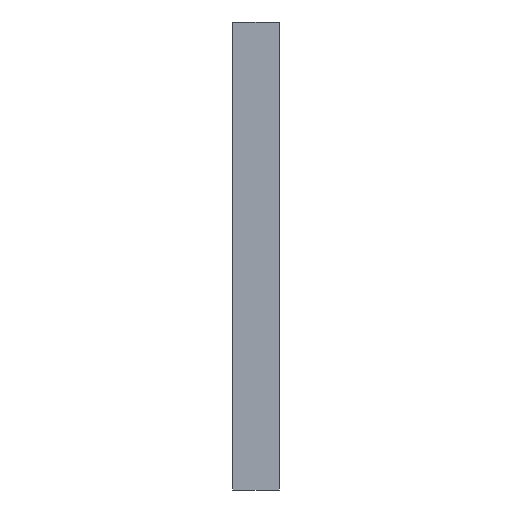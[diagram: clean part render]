
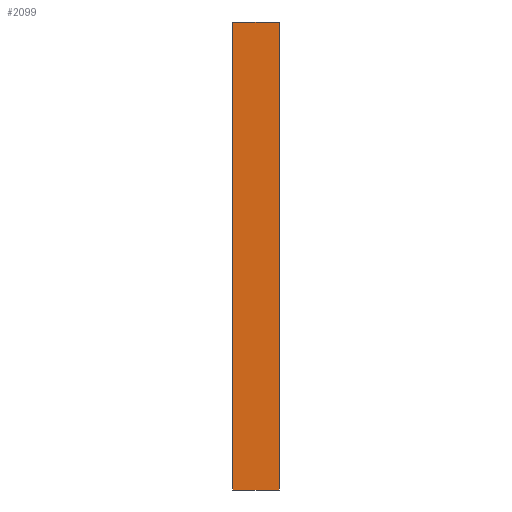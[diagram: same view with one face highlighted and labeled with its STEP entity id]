
A CAD part, left-side view. The second image highlights one B-rep face of the part: STEP entity #2099.
In plain terms, the highlighted planar face has unit normal (-1, 0, 0).
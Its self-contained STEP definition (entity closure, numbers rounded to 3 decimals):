
#145=PLANE('',#2266);
#240=FACE_OUTER_BOUND('',#397,.T.);
#397=EDGE_LOOP('',(#1971,#1972,#1973,#1974));
#582=LINE('',#3277,#813);
#600=LINE('',#3320,#831);
#613=LINE('',#3353,#844);
#629=LINE('',#3385,#860);
#813=VECTOR('',#2703,10.);
#831=VECTOR('',#2731,10.);
#844=VECTOR('',#2754,10.);
#860=VECTOR('',#2802,10.);
#1078=VERTEX_POINT('',#3273);
#1080=VERTEX_POINT('',#3276);
#1097=VERTEX_POINT('',#3313);
#1100=VERTEX_POINT('',#3318);
#1348=EDGE_CURVE('',#1080,#1078,#582,.T.);
#1370=EDGE_CURVE('',#1100,#1097,#600,.T.);
#1387=EDGE_CURVE('',#1078,#1097,#613,.T.);
#1403=EDGE_CURVE('',#1080,#1100,#629,.T.);
#1971=ORIENTED_EDGE('',*,*,#1348,.T.);
#1972=ORIENTED_EDGE('',*,*,#1387,.T.);
#1973=ORIENTED_EDGE('',*,*,#1370,.F.);
#1974=ORIENTED_EDGE('',*,*,#1403,.F.);
#2099=ADVANCED_FACE('',(#240),#145,.T.);
#2266=AXIS2_PLACEMENT_3D('',#3384,#2800,#2801);
#2703=DIRECTION('',(0.,0.,1.));
#2731=DIRECTION('',(0.,0.,1.));
#2754=DIRECTION('',(0.,1.,0.));
#2800=DIRECTION('center_axis',(-1.,0.,0.));
#2801=DIRECTION('ref_axis',(0.,0.,1.));
#2802=DIRECTION('',(0.,1.,0.));
#3273=CARTESIAN_POINT('',(-100.,0.,75.));
#3276=CARTESIAN_POINT('',(-100.,0.,-75.));
#3277=CARTESIAN_POINT('',(-100.,0.,-75.));
#3313=CARTESIAN_POINT('',(-100.,15.,75.));
#3318=CARTESIAN_POINT('',(-100.,15.,-75.));
#3320=CARTESIAN_POINT('',(-100.,15.,-75.));
#3353=CARTESIAN_POINT('',(-100.,0.,75.));
#3384=CARTESIAN_POINT('Origin',(-100.,0.,-75.));
#3385=CARTESIAN_POINT('',(-100.,0.,-75.));
